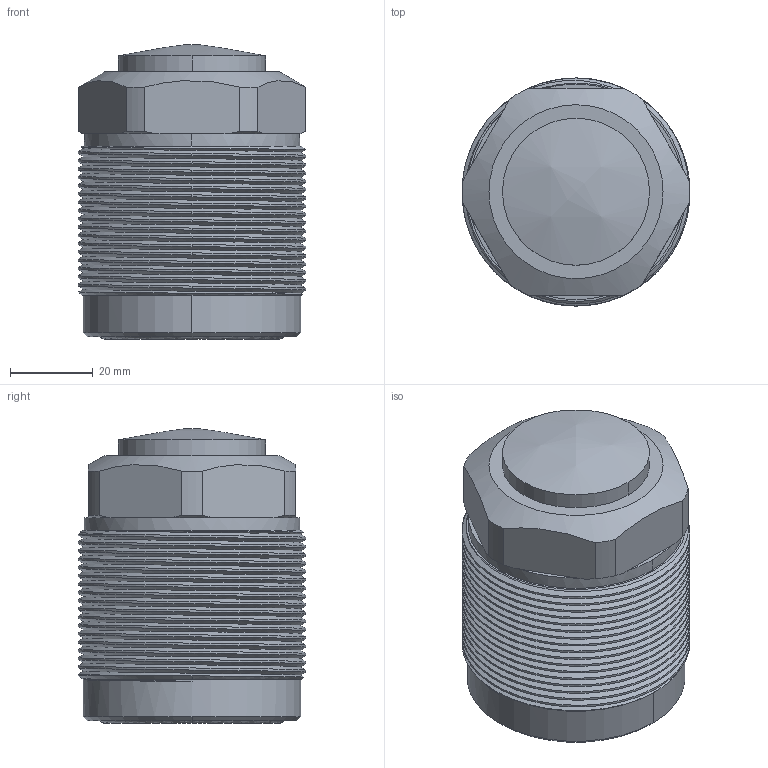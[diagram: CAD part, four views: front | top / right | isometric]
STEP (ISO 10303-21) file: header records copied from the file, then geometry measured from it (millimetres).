
FILE_DESCRIPTION (( 'STEP AP214' ), '1' );
FILE_NAME ('CTC-P055R-20.STEP', '2020-11-11T11:48:54', ( 'PC' ), ( '' ), 'SwSTEP 2.0', 'SolidWorks 2016', '' );
FILE_SCHEMA (( 'AUTOMOTIVE_DESIGN' ));
Length unit declared in the file: millimetre
Products named in the file (3): CTC-P055R-20; AS568-129
Assembly tree (2 placements, depth 2):
  CTC-P055R-20
    AS568-129
    CTC-P055R-20
Bounding box: 54.97 x 55 x 71.11 mm (x, y, z)
Volume: 143939 mm3; surface area: 21447.3 mm2
Topology: 2 solids, 2 shells, 99 faces, 262 edges, 170 vertices
Faces by surface type: cylinder 52, plane 25, cone 14, bspline 8
Entity records: 6230 total; most frequent: CARTESIAN_POINT 3914, ORIENTED_EDGE 524, DIRECTION 420, EDGE_CURVE 262, VERTEX_POINT 170, AXIS2_PLACEMENT_3D 168, EDGE_LOOP 104, ADVANCED_FACE 99
